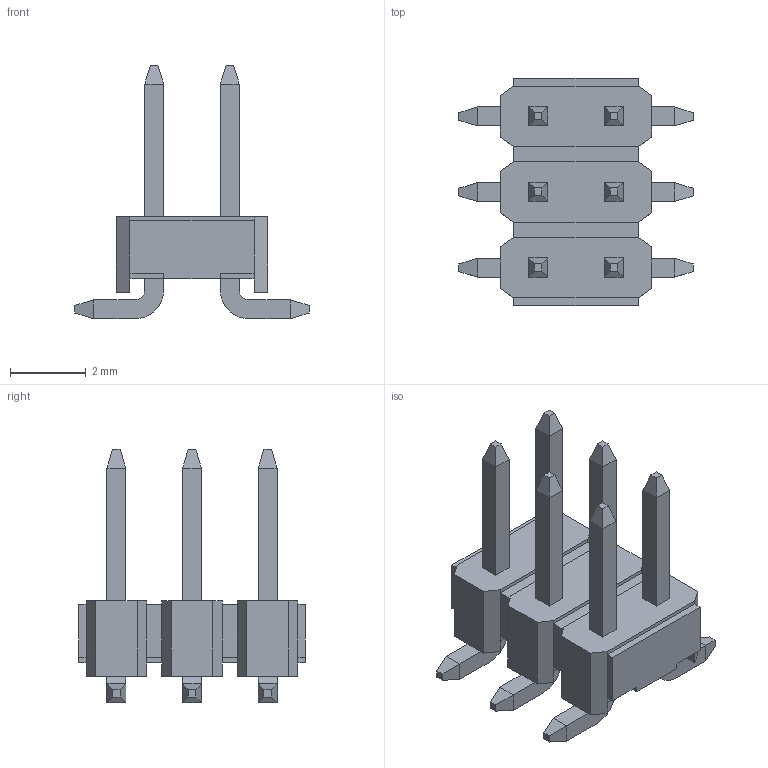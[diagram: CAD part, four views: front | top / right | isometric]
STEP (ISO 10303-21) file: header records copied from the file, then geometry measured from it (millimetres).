
FILE_DESCRIPTION(/* description */ ('Unknown'),/* implementation_level */ '2;1');
FILE_NAME(/* name */ 'J_Wurth_WR-PHD_62100621921',/* time_stamp */ '2025-04-23T17:27:19+08:00',/* author */ ('Unknown'),/* organization */ ('Unknown'),/* preprocessor_version */ 'ST-DEVELOPER v19.4',/* originating_system */ 'Solid Edge',/* authorisation */ 'Unknown');
FILE_SCHEMA (('AUTOMOTIVE_DESIGN {1 0 10303 214 3 1 1}'));
Length unit declared in the file: millimetre
Products named in the file (2): J_Wurth_WR-PHD_62100621921
Assembly tree (1 placements, depth 2):
  J_Wurth_WR-PHD_62100621921
    J_Wurth_WR-PHD_62100621921
Bounding box: 6.2 x 6 x 6.7 mm (x, y, z)
Volume: 46.9 mm3; surface area: 203.4 mm2
Topology: 7 solids, 7 shells, 222 faces, 540 edges, 332 vertices
Faces by surface type: plane 210, cylinder 12
Entity records: 6380 total; most frequent: CARTESIAN_POINT 1096, ORIENTED_EDGE 1080, DIRECTION 1012, EDGE_CURVE 540, LINE 516, VECTOR 516, VERTEX_POINT 332, AXIS2_PLACEMENT_3D 248
